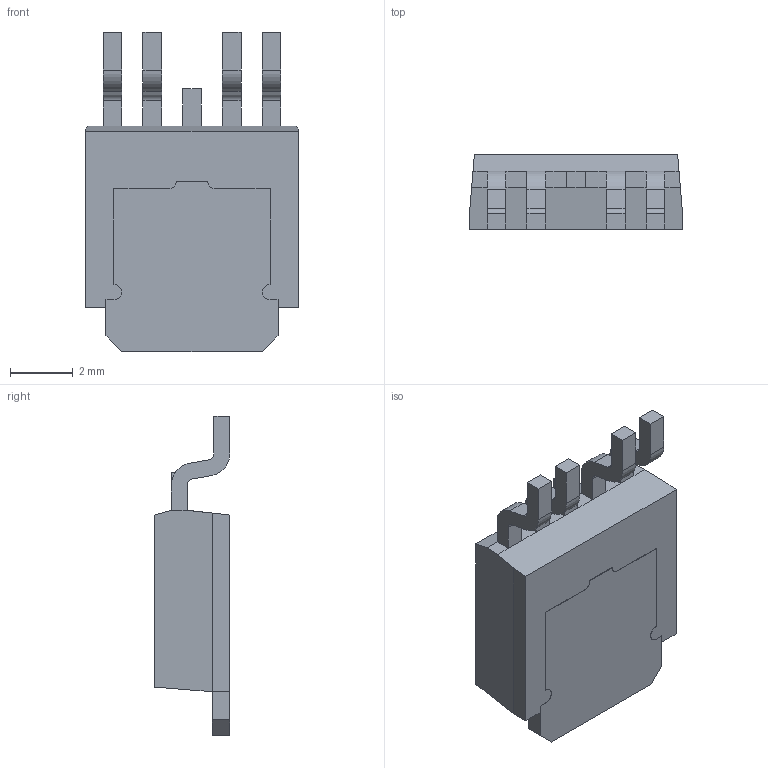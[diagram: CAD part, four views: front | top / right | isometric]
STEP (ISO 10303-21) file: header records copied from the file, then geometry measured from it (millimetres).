
FILE_DESCRIPTION((''),'2;1');
FILE_NAME('TO252-4_P1-27_L6-8_W5-8','2019-10-11T',('Dragos'),(''),'PRO/ENGINEER BY PARAMETRIC TECHNOLOGY CORPORATION, 2004440','PRO/ENGINEER BY PARAMETRIC TECHNOLOGY CORPORATION, 2004440','');
FILE_SCHEMA(('AUTOMOTIVE_DESIGN { 1 0 10303 214 1 1 1 1 }'));
Length unit declared in the file: millimetre
Products named in the file (1): TO252-4_P1-27_L6-8_W5-8
Bounding box: 6.8 x 2.41 x 10.2 mm (x, y, z)
Volume: 100.5 mm3; surface area: 187.8 mm2
Topology: 1 solids, 1 shells, 266 faces, 743 edges, 488 vertices
Faces by surface type: plane 246, cylinder 20
Entity records: 10875 total; most frequent: CARTESIAN_POINT 1499, ORIENTED_EDGE 1486, DIRECTION 1317, PRESENTATION_STYLE_ASSIGNMENT 763, STYLED_ITEM 745, CURVE_STYLE 744, EDGE_CURVE 743, VECTOR 703
